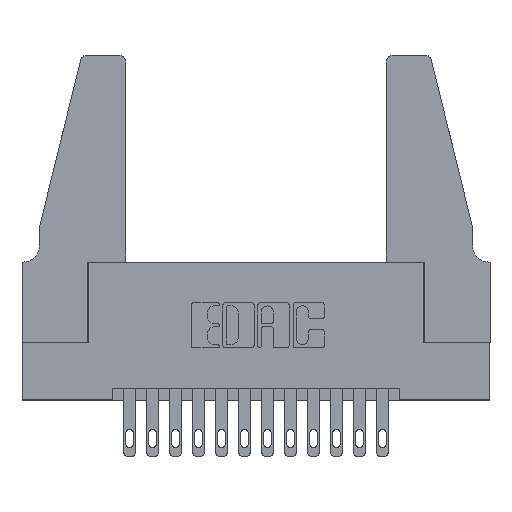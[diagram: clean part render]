
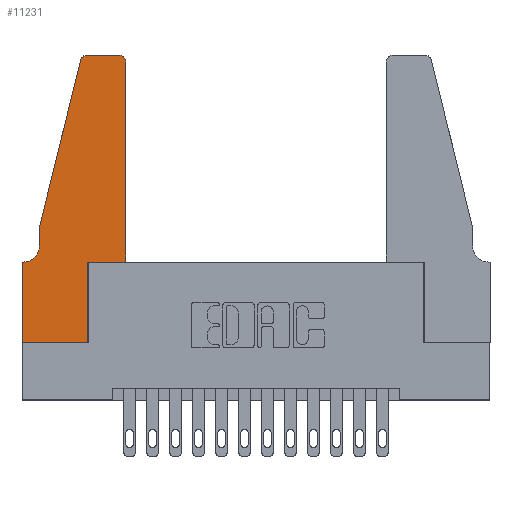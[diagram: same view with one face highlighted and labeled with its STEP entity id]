
A CAD part, top view. The second image highlights one B-rep face of the part: STEP entity #11231.
In plain terms, the highlighted planar face has unit normal (0, 0, 1).
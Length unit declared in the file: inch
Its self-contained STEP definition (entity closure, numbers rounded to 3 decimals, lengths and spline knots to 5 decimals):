
#16 = VERTEX_POINT ( 'NONE', #3868 ) ;
#431 = DIRECTION ( 'NONE',  ( -1., 0., 0. ) ) ;
#585 = CARTESIAN_POINT ( 'NONE',  ( 0., 0., 0.37 ) ) ;
#620 = CARTESIAN_POINT ( 'NONE',  ( 0.2865, 0.35, 0.37 ) ) ;
#808 = CARTESIAN_POINT ( 'NONE',  ( 0., 0.35, 0.37 ) ) ;
#1107 = CIRCLE ( 'NONE', #6007, 0.03 ) ;
#1210 = ORIENTED_EDGE ( 'NONE', *, *, #13580, .T. ) ;
#1289 = VECTOR ( 'NONE', #9732, 39.37008 ) ;
#1430 = AXIS2_PLACEMENT_3D ( 'NONE', #8289, #14055, #8194 ) ;
#1472 = LINE ( 'NONE', #13886, #6737 ) ;
#1751 = EDGE_CURVE ( 'NONE', #3697, #5745, #8449, .T. ) ;
#1798 = CARTESIAN_POINT ( 'NONE',  ( 0.4505, 0.35, 0.37 ) ) ;
#1838 = LINE ( 'NONE', #7970, #11036 ) ;
#2222 = EDGE_CURVE ( 'NONE', #14554, #2691, #1472, .T. ) ;
#2256 = VECTOR ( 'NONE', #7774, 39.37008 ) ;
#2562 = VERTEX_POINT ( 'NONE', #3845 ) ;
#2691 = VERTEX_POINT ( 'NONE', #4605 ) ;
#2903 = VERTEX_POINT ( 'NONE', #14588 ) ;
#3023 = VECTOR ( 'NONE', #4016, 39.37008 ) ;
#3530 = CARTESIAN_POINT ( 'NONE',  ( 0.0055, 0.35, 0.37 ) ) ;
#3656 = ORIENTED_EDGE ( 'NONE', *, *, #13626, .T. ) ;
#3666 = EDGE_CURVE ( 'NONE', #9075, #6231, #8211, .T. ) ;
#3684 = FACE_OUTER_BOUND ( 'NONE', #11720, .T. ) ;
#3697 = VERTEX_POINT ( 'NONE', #620 ) ;
#3782 = CIRCLE ( 'NONE', #9609, 0.07 ) ;
#3845 = CARTESIAN_POINT ( 'NONE',  ( 0.4505, 1.22, 0.37 ) ) ;
#3868 = CARTESIAN_POINT ( 'NONE',  ( 0.4205, 1.25, 0.37 ) ) ;
#4016 = DIRECTION ( 'NONE',  ( -1., 0., 0. ) ) ;
#4231 = CARTESIAN_POINT ( 'NONE',  ( 0.2605, 1.25, 0.37 ) ) ;
#4247 = LINE ( 'NONE', #14546, #8566 ) ;
#4302 = DIRECTION ( 'NONE',  ( 1., 0., 0. ) ) ;
#4460 = ORIENTED_EDGE ( 'NONE', *, *, #2222, .T. ) ;
#4605 = CARTESIAN_POINT ( 'NONE',  ( 0.0755, 0.42, 0.37 ) ) ;
#4770 = CARTESIAN_POINT ( 'NONE',  ( 0.2865, 0., 0.37 ) ) ;
#4819 = LINE ( 'NONE', #1798, #11779 ) ;
#5177 = ORIENTED_EDGE ( 'NONE', *, *, #1751, .T. ) ;
#5258 = CARTESIAN_POINT ( 'NONE',  ( 0.0755, 0.35, 0.37 ) ) ;
#5574 = DIRECTION ( 'NONE',  ( 1., 0., 0. ) ) ;
#5745 = VERTEX_POINT ( 'NONE', #8469 ) ;
#5910 = ORIENTED_EDGE ( 'NONE', *, *, #12070, .T. ) ;
#6007 = AXIS2_PLACEMENT_3D ( 'NONE', #13216, #6168, #12024 ) ;
#6136 = ORIENTED_EDGE ( 'NONE', *, *, #10773, .T. ) ;
#6168 = DIRECTION ( 'NONE',  ( 0., 0., 1. ) ) ;
#6215 = CARTESIAN_POINT ( 'NONE',  ( 0.4505, 0.35, 0.37 ) ) ;
#6231 = VERTEX_POINT ( 'NONE', #4770 ) ;
#6324 = VECTOR ( 'NONE', #5574, 39.37008 ) ;
#6401 = LINE ( 'NONE', #585, #2256 ) ;
#6478 = DIRECTION ( 'NONE',  ( 0., 0., -1. ) ) ;
#6737 = VECTOR ( 'NONE', #11585, 39.37008 ) ;
#6798 = LINE ( 'NONE', #4231, #3023 ) ;
#7357 = ORIENTED_EDGE ( 'NONE', *, *, #15521, .T. ) ;
#7399 = DIRECTION ( 'NONE',  ( 0., 1., 0. ) ) ;
#7620 = VERTEX_POINT ( 'NONE', #14595 ) ;
#7774 = DIRECTION ( 'NONE',  ( 0., -1., 0. ) ) ;
#7928 = DIRECTION ( 'NONE',  ( 0., 1., 0. ) ) ;
#7970 = CARTESIAN_POINT ( 'NONE',  ( 0.0755, 0.5, 0.37 ) ) ;
#8194 = DIRECTION ( 'NONE',  ( 1., 0., 0. ) ) ;
#8208 = EDGE_CURVE ( 'NONE', #13684, #9075, #6401, .T. ) ;
#8211 = LINE ( 'NONE', #11624, #6324 ) ;
#8289 = CARTESIAN_POINT ( 'NONE',  ( 0.4205, 1.22, 0.37 ) ) ;
#8449 = LINE ( 'NONE', #6215, #1289 ) ;
#8452 = CIRCLE ( 'NONE', #1430, 0.03 ) ;
#8469 = CARTESIAN_POINT ( 'NONE',  ( 0.4505, 0.35, 0.37 ) ) ;
#8566 = VECTOR ( 'NONE', #7399, 39.37008 ) ;
#8882 = EDGE_CURVE ( 'NONE', #2562, #16, #8452, .T. ) ;
#9075 = VERTEX_POINT ( 'NONE', #13284 ) ;
#9567 = ORIENTED_EDGE ( 'NONE', *, *, #8208, .T. ) ;
#9609 = AXIS2_PLACEMENT_3D ( 'NONE', #11206, #6478, #431 ) ;
#9732 = DIRECTION ( 'NONE',  ( 1., 0., 0. ) ) ;
#10318 = CARTESIAN_POINT ( 'NONE',  ( 0., 0.35, 0.37 ) ) ;
#10773 = EDGE_CURVE ( 'NONE', #2903, #14554, #1838, .T. ) ;
#10909 = AXIS2_PLACEMENT_3D ( 'NONE', #808, #13935, #4302 ) ;
#11036 = VECTOR ( 'NONE', #15145, 39.37008 ) ;
#11175 = EDGE_CURVE ( 'NONE', #13323, #13684, #14388, .T. ) ;
#11206 = CARTESIAN_POINT ( 'NONE',  ( 0.0055, 0.42, 0.37 ) ) ;
#11231 = ADVANCED_FACE ( 'NONE', ( #3684 ), #11487, .T. ) ;
#11254 = ORIENTED_EDGE ( 'NONE', *, *, #11175, .T. ) ;
#11487 = PLANE ( 'NONE',  #10909 ) ;
#11585 = DIRECTION ( 'NONE',  ( 0., -1., 0. ) ) ;
#11622 = CARTESIAN_POINT ( 'NONE',  ( 0.0755, 0.5, 0.37 ) ) ;
#11624 = CARTESIAN_POINT ( 'NONE',  ( 0., 0., 0.37 ) ) ;
#11720 = EDGE_LOOP ( 'NONE', ( #3656, #7357, #6136, #4460, #1210, #11254, #9567, #14510, #5910, #5177, #14174, #13429 ) ) ;
#11779 = VECTOR ( 'NONE', #7928, 39.37008 ) ;
#12024 = DIRECTION ( 'NONE',  ( 1., 0., 0. ) ) ;
#12070 = EDGE_CURVE ( 'NONE', #6231, #3697, #4247, .T. ) ;
#12907 = VECTOR ( 'NONE', #13676, 39.37008 ) ;
#13216 = CARTESIAN_POINT ( 'NONE',  ( 0.284, 1.22, 0.37 ) ) ;
#13284 = CARTESIAN_POINT ( 'NONE',  ( 0., 0., 0.37 ) ) ;
#13323 = VERTEX_POINT ( 'NONE', #3530 ) ;
#13429 = ORIENTED_EDGE ( 'NONE', *, *, #8882, .T. ) ;
#13580 = EDGE_CURVE ( 'NONE', #2691, #13323, #3782, .T. ) ;
#13626 = EDGE_CURVE ( 'NONE', #16, #7620, #6798, .T. ) ;
#13676 = DIRECTION ( 'NONE',  ( -1., 0., 0. ) ) ;
#13684 = VERTEX_POINT ( 'NONE', #10318 ) ;
#13886 = CARTESIAN_POINT ( 'NONE',  ( 0.0755, 0.5, 0.37 ) ) ;
#13935 = DIRECTION ( 'NONE',  ( 0., 0., 1. ) ) ;
#14055 = DIRECTION ( 'NONE',  ( 0., 0., 1. ) ) ;
#14174 = ORIENTED_EDGE ( 'NONE', *, *, #14414, .T. ) ;
#14388 = LINE ( 'NONE', #5258, #12907 ) ;
#14414 = EDGE_CURVE ( 'NONE', #5745, #2562, #4819, .T. ) ;
#14510 = ORIENTED_EDGE ( 'NONE', *, *, #3666, .T. ) ;
#14546 = CARTESIAN_POINT ( 'NONE',  ( 0.2865, 0.35, 0.37 ) ) ;
#14554 = VERTEX_POINT ( 'NONE', #11622 ) ;
#14588 = CARTESIAN_POINT ( 'NONE',  ( 0.25487, 1.22718, 0.37 ) ) ;
#14595 = CARTESIAN_POINT ( 'NONE',  ( 0.284, 1.25, 0.37 ) ) ;
#15145 = DIRECTION ( 'NONE',  ( -0.239, -0.971, 0. ) ) ;
#15521 = EDGE_CURVE ( 'NONE', #7620, #2903, #1107, .T. ) ;
